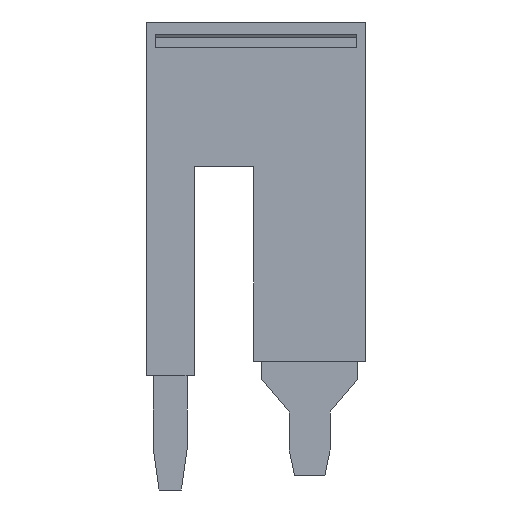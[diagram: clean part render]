
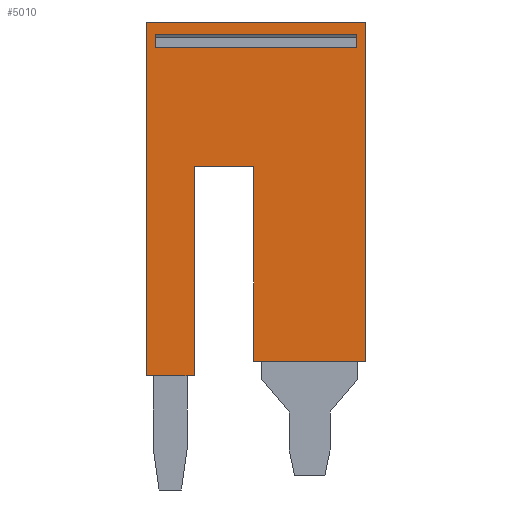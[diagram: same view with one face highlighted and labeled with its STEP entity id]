
A CAD part, front view. The second image highlights one B-rep face of the part: STEP entity #5010.
In plain terms, the highlighted face is planar.
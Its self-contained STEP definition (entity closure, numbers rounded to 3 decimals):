
#60=CARTESIAN_POINT('',(2.607,-21.775,47.075));
#70=DIRECTION('',(0.,0.,1.));
#80=VECTOR('',#70,1.);
#90=LINE('',#60,#80);
#100=CARTESIAN_POINT('',(2.607,-21.775,
55.91));
#110=VERTEX_POINT('',#100);
#120=CARTESIAN_POINT('',(2.607,-21.775,
64.81));
#130=VERTEX_POINT('',#120);
#140=EDGE_CURVE('',#110,#130,#90,.T.);
#4050=CARTESIAN_POINT('',(2.607,1.043,
49.763));
#4060=DIRECTION('',(-1.,0.,0.));
#4070=DIRECTION('',(0.,-1.,0.));
#4080=AXIS2_PLACEMENT_3D('',#4050,#4060,#4070);
#4090=PLANE('',#4080);
#4100=CARTESIAN_POINT('',(2.607,-12.305,55.91))
;
#4110=DIRECTION('',(0.,1.,0.));
#4120=VECTOR('',#4110,1.);
#4130=LINE('',#4100,#4120);
#4140=CARTESIAN_POINT('',(2.607,-6.294,
55.91));
#4150=VERTEX_POINT('',#4140);
#4160=EDGE_CURVE('',#110,#4150,#4130,.T.);
#4170=ORIENTED_EDGE('',*,*,#4160,.F.);
#4180=CARTESIAN_POINT('',(2.607,-6.294,47.075));
#4190=DIRECTION('',(0.,0.,-1.));
#4200=VECTOR('',#4190,1.);
#4210=LINE('',#4180,#4200);
#4220=CARTESIAN_POINT('',(2.607,-6.294,
51.18));
#4230=VERTEX_POINT('',#4220);
#4240=EDGE_CURVE('',#4150,#4230,#4210,.T.);
#4250=ORIENTED_EDGE('',*,*,#4240,.F.);
#4260=CARTESIAN_POINT('',(2.607,-12.305,51.18))
;
#4270=DIRECTION('',(0.,-1.,0.));
#4280=VECTOR('',#4270,1.);
#4290=LINE('',#4260,#4280);
#4300=CARTESIAN_POINT('',(2.607,-22.925,
51.18));
#4310=VERTEX_POINT('',#4300);
#4320=EDGE_CURVE('',#4230,#4310,#4290,.T.);
#4330=ORIENTED_EDGE('',*,*,#4320,.F.);
#4340=CARTESIAN_POINT('',(2.607,-22.925,47.075))
;
#4350=DIRECTION('',(0.,0.,-1.));
#4360=VECTOR('',#4350,1.);
#4370=LINE('',#4340,#4360);
#4380=CARTESIAN_POINT('',(2.607,-22.925,
47.38));
#4390=VERTEX_POINT('',#4380);
#4400=EDGE_CURVE('',#4310,#4390,#4370,.T.);
#4410=ORIENTED_EDGE('',*,*,#4400,.F.);
#4420=CARTESIAN_POINT('',(2.607,-12.305,47.38))
;
#4430=DIRECTION('',(0.,1.,0.));
#4440=VECTOR('',#4430,1.);
#4450=LINE('',#4420,#4440);
#4460=CARTESIAN_POINT('',(2.607,5.19,
47.38));
#4470=VERTEX_POINT('',#4460);
#4480=EDGE_CURVE('',#4390,#4470,#4450,.T.);
#4490=ORIENTED_EDGE('',*,*,#4480,.F.);
#4500=CARTESIAN_POINT('',(2.607,5.19,47.075));
#4510=DIRECTION('',(0.,0.,1.));
#4520=VECTOR('',#4510,1.);
#4530=LINE('',#4500,#4520);
#4540=CARTESIAN_POINT('',(2.607,5.19,
64.81));
#4550=VERTEX_POINT('',#4540);
#4560=EDGE_CURVE('',#4470,#4550,#4530,.T.);
#4570=ORIENTED_EDGE('',*,*,#4560,.F.);
#4580=CARTESIAN_POINT('',(2.607,-12.305,64.81))
;
#4590=DIRECTION('',(0.,1.,0.));
#4600=VECTOR('',#4590,1.);
#4610=LINE('',#4580,#4600);
#4620=EDGE_CURVE('',#130,#4550,#4610,.T.);
#4630=ORIENTED_EDGE('',*,*,#4620,.T.);
#4640=ORIENTED_EDGE('',*,*,#140,.T.);
#4650=EDGE_LOOP('',(#4640,#4630,#4570,#4490,#4410,#4330,#4250,#4170));
#4660=FACE_OUTER_BOUND('',#4650,.T.);
#4670=CARTESIAN_POINT('',(2.607,-12.305,64.11))
;
#4680=DIRECTION('',(0.,1.,0.));
#4690=VECTOR('',#4680,1.);
#4700=LINE('',#4670,#4690);
#4710=CARTESIAN_POINT('',(2.607,3.184,
64.11));
#4720=VERTEX_POINT('',#4710);
#4730=CARTESIAN_POINT('',(2.607,4.224,
64.11));
#4740=VERTEX_POINT('',#4730);
#4750=EDGE_CURVE('',#4720,#4740,#4700,.T.);
#4760=ORIENTED_EDGE('',*,*,#4750,.F.);
#4770=CARTESIAN_POINT('',(2.607,4.224,47.075));
#4780=DIRECTION('',(0.,0.,1.));
#4790=VECTOR('',#4780,1.);
#4800=LINE('',#4770,#4790);
#4810=CARTESIAN_POINT('',(2.607,4.224,
48.08));
#4820=VERTEX_POINT('',#4810);
#4830=EDGE_CURVE('',#4820,#4740,#4800,.T.);
#4840=ORIENTED_EDGE('',*,*,#4830,.T.);
#4850=CARTESIAN_POINT('',(2.607,-12.305,48.08))
;
#4860=DIRECTION('',(0.,1.,0.));
#4870=VECTOR('',#4860,1.);
#4880=LINE('',#4850,#4870);
#4890=CARTESIAN_POINT('',(2.607,3.184,
48.08));
#4900=VERTEX_POINT('',#4890);
#4910=EDGE_CURVE('',#4900,#4820,#4880,.T.);
#4920=ORIENTED_EDGE('',*,*,#4910,.T.);
#4930=CARTESIAN_POINT('',(2.607,3.184,47.075));
#4940=DIRECTION('',(0.,0.,-1.));
#4950=VECTOR('',#4940,1.);
#4960=LINE('',#4930,#4950);
#4970=EDGE_CURVE('',#4720,#4900,#4960,.T.);
#4980=ORIENTED_EDGE('',*,*,#4970,.T.);
#4990=EDGE_LOOP('',(#4980,#4920,#4840,#4760));
#5000=FACE_BOUND('',#4990,.T.);
#5010=ADVANCED_FACE('',(#4660,#5000),#4090,.T.);
